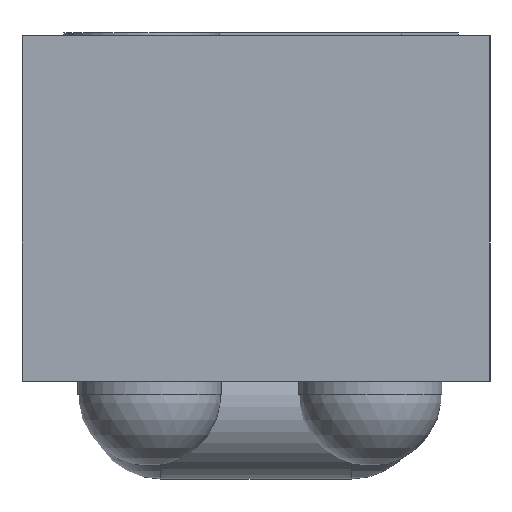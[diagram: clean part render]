
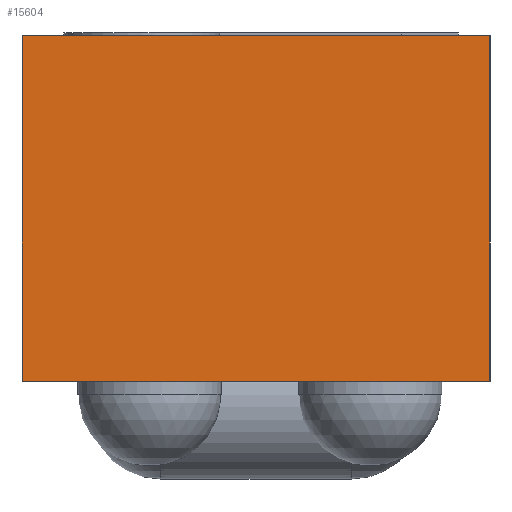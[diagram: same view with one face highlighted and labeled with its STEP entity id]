
A CAD part, left-side view. The second image highlights one B-rep face of the part: STEP entity #15604.
In plain terms, the highlighted planar face has unit normal (-1, 0, 0).
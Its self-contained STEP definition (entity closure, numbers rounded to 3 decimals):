
#15506 = EDGE_CURVE('',#15507,#15509,#15511,.T.);
#15507 = VERTEX_POINT('',#15508);
#15508 = CARTESIAN_POINT('',(-0.85,0.45,0.));
#15509 = VERTEX_POINT('',#15510);
#15510 = CARTESIAN_POINT('',(-0.85,0.45,0.665));
#15511 = LINE('',#15512,#15513);
#15512 = CARTESIAN_POINT('',(-0.85,0.45,0.));
#15513 = VECTOR('',#15514,1.);
#15514 = DIRECTION('',(0.,0.,1.));
#15579 = VERTEX_POINT('',#15580);
#15580 = CARTESIAN_POINT('',(-0.85,-0.45,0.665));
#15586 = EDGE_CURVE('',#15587,#15579,#15589,.T.);
#15587 = VERTEX_POINT('',#15588);
#15588 = CARTESIAN_POINT('',(-0.85,-0.45,0.));
#15589 = LINE('',#15590,#15591);
#15590 = CARTESIAN_POINT('',(-0.85,-0.45,0.));
#15591 = VECTOR('',#15592,1.);
#15592 = DIRECTION('',(0.,0.,1.));
#15604 = ADVANCED_FACE('',(#15605),#15621,.T.);
#15605 = FACE_BOUND('',#15606,.T.);
#15606 = EDGE_LOOP('',(#15607,#15608,#15614,#15615));
#15607 = ORIENTED_EDGE('',*,*,#15586,.T.);
#15608 = ORIENTED_EDGE('',*,*,#15609,.T.);
#15609 = EDGE_CURVE('',#15579,#15509,#15610,.T.);
#15610 = LINE('',#15611,#15612);
#15611 = CARTESIAN_POINT('',(-0.85,-0.45,0.665));
#15612 = VECTOR('',#15613,1.);
#15613 = DIRECTION('',(0.,1.,0.));
#15614 = ORIENTED_EDGE('',*,*,#15506,.F.);
#15615 = ORIENTED_EDGE('',*,*,#15616,.F.);
#15616 = EDGE_CURVE('',#15587,#15507,#15617,.T.);
#15617 = LINE('',#15618,#15619);
#15618 = CARTESIAN_POINT('',(-0.85,-0.45,0.));
#15619 = VECTOR('',#15620,1.);
#15620 = DIRECTION('',(0.,1.,0.));
#15621 = PLANE('',#15622);
#15622 = AXIS2_PLACEMENT_3D('',#15623,#15624,#15625);
#15623 = CARTESIAN_POINT('',(-0.85,-0.45,0.));
#15624 = DIRECTION('',(-1.,0.,0.));
#15625 = DIRECTION('',(0.,1.,0.));
